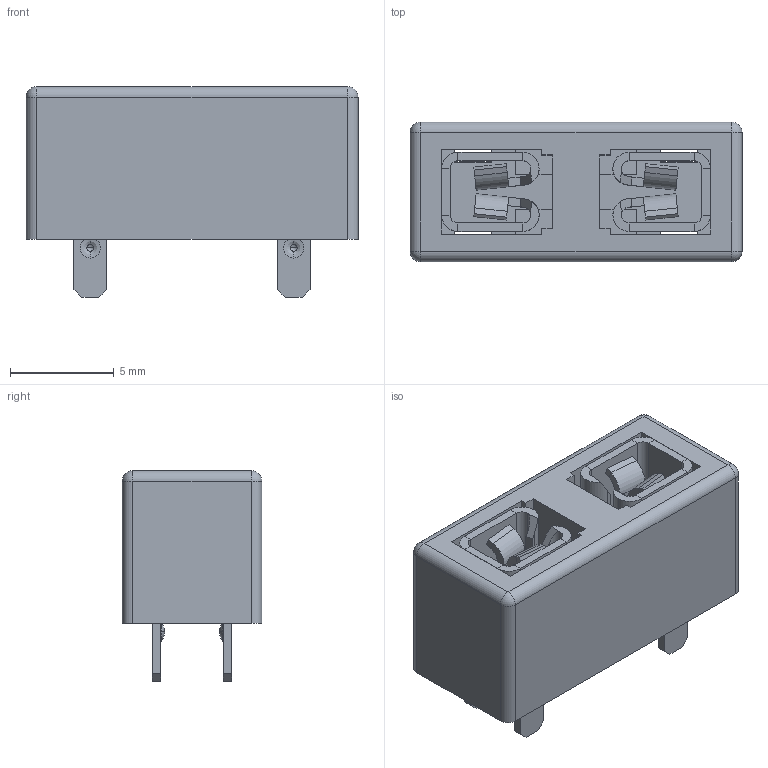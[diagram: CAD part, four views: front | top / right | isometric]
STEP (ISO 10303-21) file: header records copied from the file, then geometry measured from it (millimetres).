
FILE_DESCRIPTION(('FreeCAD Model'),'2;1');
FILE_NAME('holder_keystone_PN3571.step','2019-04-20T18:03:26',('kicad StepUp'),('ksu MCAD'), 'Open CASCADE STEP processor 7.3','FreeCAD','Unknown');
FILE_SCHEMA(('AUTOMOTIVE_DESIGN { 1 0 10303 214 1 1 1 1 }'));
Length unit declared in the file: millimetre
Products named in the file (1): holder_keystone_PN3571
Bounding box: 16 x 6.73 x 10.16 mm (x, y, z)
Volume: 612.5 mm3; surface area: 1274.3 mm2
Topology: 3 solids, 3 shells, 282 faces, 716 edges, 444 vertices
Faces by surface type: plane 204, cylinder 42, sphere 20, torus 8, revolution 8
Entity records: 10371 total; most frequent: CARTESIAN_POINT 1511, DIRECTION 1426, ORIENTED_EDGE 1424, EDGE_CURVE 712, LINE 540, VECTOR 540, VERTEX_POINT 444, AXIS2_PLACEMENT_3D 439
